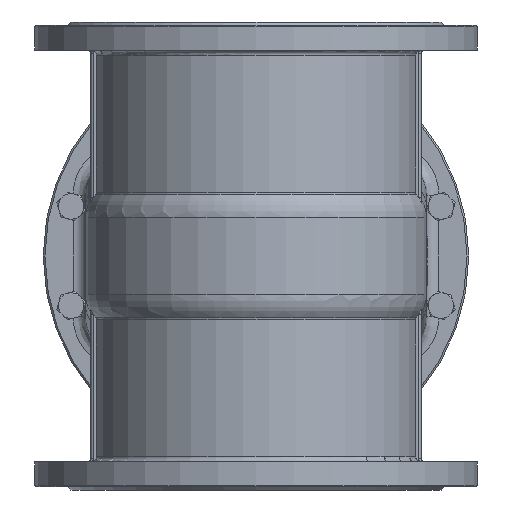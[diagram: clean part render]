
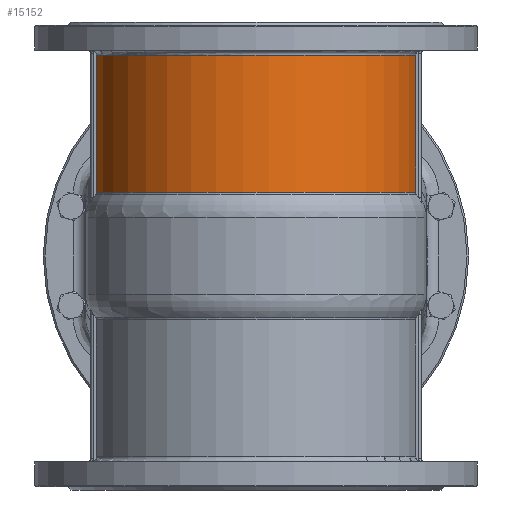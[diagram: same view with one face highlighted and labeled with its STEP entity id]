
A CAD part, front view. The second image highlights one B-rep face of the part: STEP entity #15152.
In plain terms, the highlighted cylindrical face has radius 190 mm (diameter 380 mm), a partial arc.
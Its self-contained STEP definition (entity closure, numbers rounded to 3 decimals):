
#1895=LINE('',#25798,#2735);
#1919=LINE('',#26407,#2759);
#2735=VECTOR('',#19490,10.);
#2759=VECTOR('',#19642,10.);
#3213=CYLINDRICAL_SURFACE('',#16661,190.);
#3767=FACE_OUTER_BOUND('',#4734,.T.);
#4734=EDGE_LOOP('',(#11954,#11955,#11956,#11957));
#5561=CIRCLE('',#16550,190.);
#5578=CIRCLE('',#16575,190.);
#6656=VERTEX_POINT('',#25786);
#6657=VERTEX_POINT('',#25797);
#6696=VERTEX_POINT('',#26069);
#6717=VERTEX_POINT('',#26386);
#8410=EDGE_CURVE('',#6657,#6656,#1895,.T.);
#8467=EDGE_CURVE('',#6656,#6696,#5561,.T.);
#8502=EDGE_CURVE('',#6717,#6657,#5578,.T.);
#8504=EDGE_CURVE('',#6717,#6696,#1919,.T.);
#11954=ORIENTED_EDGE('',*,*,#8467,.T.);
#11955=ORIENTED_EDGE('',*,*,#8504,.F.);
#11956=ORIENTED_EDGE('',*,*,#8502,.T.);
#11957=ORIENTED_EDGE('',*,*,#8410,.T.);
#15152=ADVANCED_FACE('',(#3767),#3213,.T.);
#16550=AXIS2_PLACEMENT_3D('',#26080,#19585,#19586);
#16575=AXIS2_PLACEMENT_3D('',#26387,#19638,#19639);
#16661=AXIS2_PLACEMENT_3D('',#26875,#19836,#19837);
#19490=DIRECTION('',(0.,0.,-1.));
#19585=DIRECTION('center_axis',(0.,0.,1.));
#19586=DIRECTION('ref_axis',(0.,-1.,0.));
#19638=DIRECTION('center_axis',(0.,0.,-1.));
#19639=DIRECTION('ref_axis',(0.,-1.,0.));
#19642=DIRECTION('',(0.,0.,-1.));
#19836=DIRECTION('center_axis',(0.,0.,1.));
#19837=DIRECTION('ref_axis',(1.,0.,0.));
#25786=CARTESIAN_POINT('',(-187.617,-30.,350.));
#25797=CARTESIAN_POINT('',(-187.617,-30.,511.));
#25798=CARTESIAN_POINT('',(-187.617,-30.,516.));
#26069=CARTESIAN_POINT('',(187.617,-30.,350.));
#26080=CARTESIAN_POINT('Origin',(0.,0.,350.));
#26386=CARTESIAN_POINT('',(187.617,-30.,511.));
#26387=CARTESIAN_POINT('Origin',(0.,0.,511.));
#26407=CARTESIAN_POINT('',(187.617,-30.,516.));
#26875=CARTESIAN_POINT('Origin',(0.,0.,516.));
